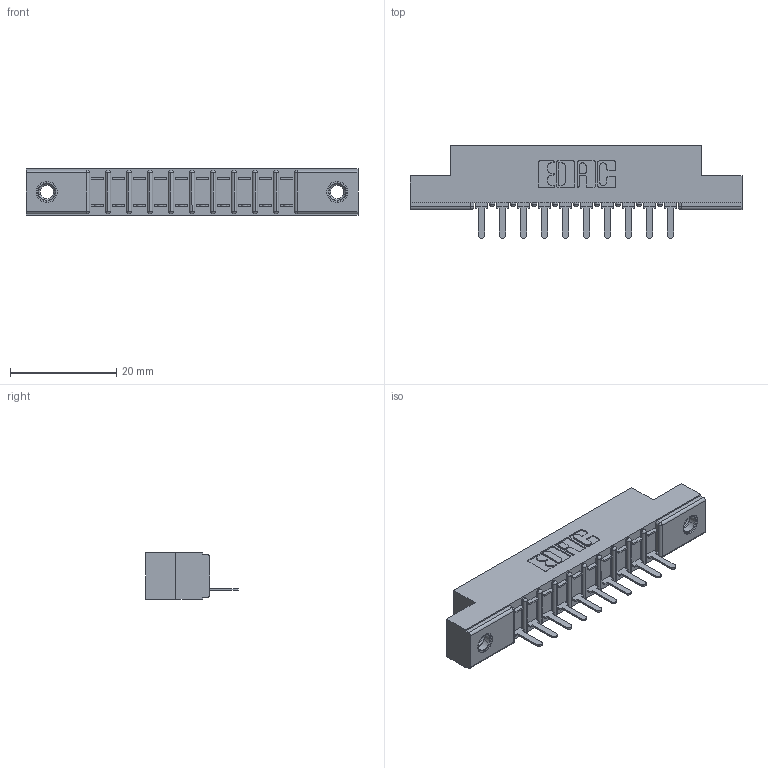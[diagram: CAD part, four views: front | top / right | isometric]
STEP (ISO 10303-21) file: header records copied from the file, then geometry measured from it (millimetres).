
FILE_DESCRIPTION (( 'STEP AP203' ), '1' );
FILE_NAME ('307-010-521-107.STEP', '2018-08-02T21:19:40', ( '' ), ( '' ), 'SwSTEP 2.0', 'SolidWorks 2016', '' );
FILE_SCHEMA (( 'CONFIG_CONTROL_DESIGN' ));
Length unit declared in the file: inch
Products named in the file (4): 345-250-001_345-250-005-103; 307-010-521-107; 307 Part_.156 Dia Mounting Holes; 307-290-002_521
Assembly tree (13 placements, depth 2):
  307-010-521-107
    307 Part_.156 Dia Mounting Holes
    307-290-002_521  x10
    345-250-001_345-250-005-103  x2
Bounding box: 62.64 x 17.42 x 8.71 mm (x, y, z)
Volume: 4115.9 mm3; surface area: 6860.5 mm2
Topology: 13 solids, 13 shells, 929 faces, 2779 edges, 1814 vertices
Faces by surface type: plane 552, cylinder 339, sphere 22, cone 12, torus 4
Entity records: 14421 total; most frequent: CARTESIAN_POINT 2407, ORIENTED_EDGE 2390, DIRECTION 2363, EDGE_CURVE 1195, VECTOR 899, LINE 899, VERTEX_POINT 776, AXIS2_PLACEMENT_3D 732
